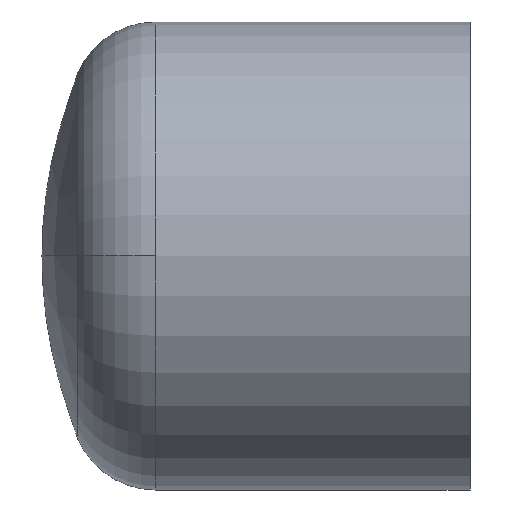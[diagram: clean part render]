
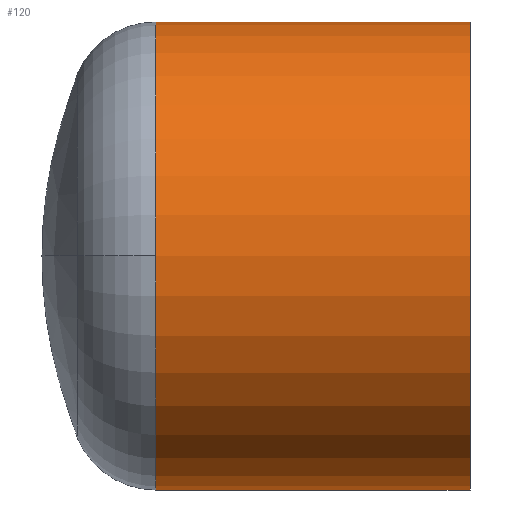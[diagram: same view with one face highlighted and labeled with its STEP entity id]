
A CAD part, top view. The second image highlights one B-rep face of the part: STEP entity #120.
In plain terms, the highlighted cylindrical face has radius 140 mm (diameter 280 mm), a partial arc.
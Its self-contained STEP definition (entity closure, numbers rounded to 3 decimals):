
#116 = EDGE_CURVE( '', #144, #140, #257, .T. );
#120 = ADVANCED_FACE( '', ( #261 ), #262, .T. );
#134 = EDGE_CURVE( '', #196, #170, #277, .T. );
#136 = EDGE_CURVE( '', #144, #202, #279, .T. );
#140 = VERTEX_POINT( '', #283 );
#144 = VERTEX_POINT( '', #288 );
#164 = EDGE_CURVE( '', #202, #170, #311, .T. );
#166 = EDGE_CURVE( '', #140, #196, #313, .T. );
#170 = VERTEX_POINT( '', #317 );
#196 = VERTEX_POINT( '', #345 );
#202 = VERTEX_POINT( '', #352 );
#257 = LINE( '', #405, #406 );
#261 = FACE_OUTER_BOUND( '', #410, .T. );
#262 = CYLINDRICAL_SURFACE( '', #411, 140. );
#277 = LINE( '', #430, #431 );
#279 = CIRCLE( '', #434, 140. );
#283 = CARTESIAN_POINT( '', ( 0., -140., 0. ) );
#288 = CARTESIAN_POINT( '', ( -188.13, -140., 0. ) );
#311 = CIRCLE( '', #472, 140. );
#313 = CIRCLE( '', #475, 140. );
#317 = CARTESIAN_POINT( '', ( -188.13, 140., 0. ) );
#345 = CARTESIAN_POINT( '', ( 0., 140., 0. ) );
#352 = CARTESIAN_POINT( '', ( -188.13, 0., 140. ) );
#405 = CARTESIAN_POINT( '', ( -94.065, -140., 0. ) );
#406 = VECTOR( '', #577, 1. );
#410 = EDGE_LOOP( '', ( #579, #580, #581, #582, #583 ) );
#411 = AXIS2_PLACEMENT_3D( '', #584, #585, #586 );
#430 = CARTESIAN_POINT( '', ( -94.065, 140., 0. ) );
#431 = VECTOR( '', #605, 1. );
#434 = AXIS2_PLACEMENT_3D( '', #606, #607, #608 );
#472 = AXIS2_PLACEMENT_3D( '', #655, #656, #657 );
#475 = AXIS2_PLACEMENT_3D( '', #658, #659, #660 );
#577 = DIRECTION( '', ( 1., 0., 0. ) );
#579 = ORIENTED_EDGE( '', *, *, #134, .T. );
#580 = ORIENTED_EDGE( '', *, *, #164, .F. );
#581 = ORIENTED_EDGE( '', *, *, #136, .F. );
#582 = ORIENTED_EDGE( '', *, *, #116, .T. );
#583 = ORIENTED_EDGE( '', *, *, #166, .T. );
#584 = CARTESIAN_POINT( '', ( -94.065, 0., 0. ) );
#585 = DIRECTION( '', ( 1., 0., 0. ) );
#586 = DIRECTION( '', ( 0., 1., 0. ) );
#605 = DIRECTION( '', ( -1., 0., 0. ) );
#606 = CARTESIAN_POINT( '', ( -188.13, 0., 0. ) );
#607 = DIRECTION( '', ( -1., 0., 0. ) );
#608 = DIRECTION( '', ( 0., 1., 0. ) );
#655 = CARTESIAN_POINT( '', ( -188.13, 0., 0. ) );
#656 = DIRECTION( '', ( -1., 0., 0. ) );
#657 = DIRECTION( '', ( 0., 1., 0. ) );
#658 = CARTESIAN_POINT( '', ( 0., 0., 0. ) );
#659 = DIRECTION( '', ( -1., 0., 0. ) );
#660 = DIRECTION( '', ( 0., 1., 0. ) );
